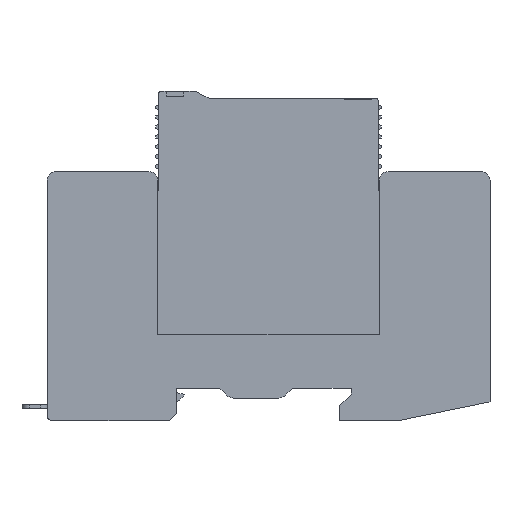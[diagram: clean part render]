
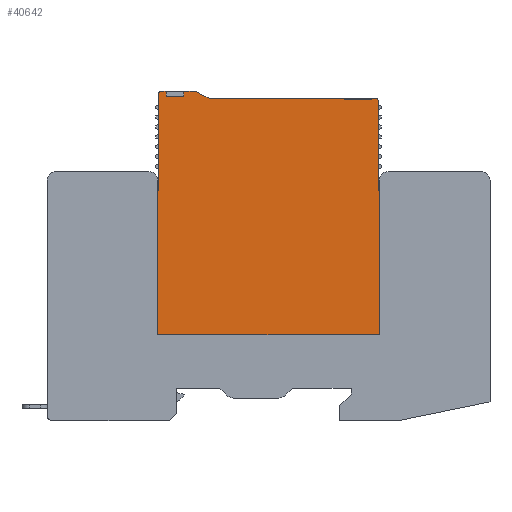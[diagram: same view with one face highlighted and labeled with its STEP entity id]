
A CAD part, front view. The second image highlights one B-rep face of the part: STEP entity #40642.
In plain terms, the highlighted planar face has unit normal (0, -1, 0).
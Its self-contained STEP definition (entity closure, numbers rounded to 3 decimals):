
#38628=DIRECTION('',(0.,0.,1.));
#38629=VECTOR('',#38628,29.3);
#38630=CARTESIAN_POINT('',(9.51,-22.35,
26.396));
#38631=LINE('',#38630,#38629);
#38649=CARTESIAN_POINT('',(-34.94,-22.35,
75.496));
#38650=DIRECTION('',(0.,1.,0.));
#38651=DIRECTION('',(-1.,0.,0.));
#38652=AXIS2_PLACEMENT_3D('',#38649,#38650,#38651);
#38657=DIRECTION('',(0.,0.,-1.));
#38658=VECTOR('',#38657,1.);
#38659=CARTESIAN_POINT('',(-33.747,-22.35,
75.796));
#38660=LINE('',#38659,#38658);
#38664=DIRECTION('',(1.,0.,0.));
#38665=VECTOR('',#38664,3.5);
#38666=CARTESIAN_POINT('',(-33.747,-22.35,
74.796));
#38667=LINE('',#38666,#38665);
#38671=CARTESIAN_POINT('',(-28.04,-22.35,
74.746));
#38672=DIRECTION('',(0.,1.,0.));
#38673=DIRECTION('',(0.,0.,1.));
#38674=AXIS2_PLACEMENT_3D('',#38671,#38672,#38673);
#38679=DIRECTION('',(0.891,0.,-0.454));
#38680=VECTOR('',#38679,2.802);
#38681=CARTESIAN_POINT('',(-27.563,-22.35,
75.682));
#38682=LINE('',#38681,#38680);
#38686=CARTESIAN_POINT('',(-24.59,-22.35,
75.346));
#38687=DIRECTION('',(0.,-1.,0.));
#38688=DIRECTION('',(-0.454,0.,-0.891));
#38689=AXIS2_PLACEMENT_3D('',#38686,#38687,#38688);
#38694=DIRECTION('',(0.,0.,-1.));
#38695=VECTOR('',#38694,0.1);
#38696=CARTESIAN_POINT('',(2.36,-22.35,
74.296));
#38697=LINE('',#38696,#38695);
#38701=DIRECTION('',(1.,0.,0.));
#38702=VECTOR('',#38701,5.6);
#38703=CARTESIAN_POINT('',(2.36,-22.35,
74.196));
#38704=LINE('',#38703,#38702);
#38708=DIRECTION('',(0.,0.,1.));
#38709=VECTOR('',#38708,0.1);
#38710=CARTESIAN_POINT('',(7.96,-22.35,
74.196));
#38711=LINE('',#38710,#38709);
#38715=CARTESIAN_POINT('',(8.96,-22.35,
73.996));
#38716=DIRECTION('',(0.,1.,0.));
#38717=DIRECTION('',(0.,0.,1.));
#38718=AXIS2_PLACEMENT_3D('',#38715,#38716,#38717);
#38723=DIRECTION('',(0.,0.,1.));
#38724=VECTOR('',#38723,18.3);
#38725=CARTESIAN_POINT('',(9.26,-22.35,
55.696));
#38726=LINE('',#38725,#38724);
#38807=DIRECTION('',(-1.,0.,0.));
#38808=VECTOR('',#38807,0.25);
#38809=CARTESIAN_POINT('',(9.51,-22.35,
55.696));
#38810=LINE('',#38809,#38808);
#38828=DIRECTION('',(-1.,0.,0.));
#38829=VECTOR('',#38828,1.);
#38830=CARTESIAN_POINT('',(8.96,-22.35,
74.296));
#38831=LINE('',#38830,#38829);
#38835=DIRECTION('',(-1.,0.,0.));
#38836=VECTOR('',#38835,26.95);
#38837=CARTESIAN_POINT('',(2.36,-22.35,
74.296));
#38838=LINE('',#38837,#38836);
#38940=DIRECTION('',(-1.,0.,0.));
#38941=VECTOR('',#38940,2.207);
#38942=CARTESIAN_POINT('',(-28.04,-22.35,
75.796));
#38943=LINE('',#38942,#38941);
#38947=DIRECTION('',(0.,0.,-1.));
#38948=VECTOR('',#38947,1.);
#38949=CARTESIAN_POINT('',(-30.247,-22.35,
75.796));
#38950=LINE('',#38949,#38948);
#38996=DIRECTION('',(-1.,0.,0.));
#38997=VECTOR('',#38996,1.193);
#38998=CARTESIAN_POINT('',(-33.747,-22.35,
75.796));
#38999=LINE('',#38998,#38997);
#39038=DIRECTION('',(0.,0.,-1.));
#39039=VECTOR('',#39038,19.8);
#39040=CARTESIAN_POINT('',(-35.24,-22.35,
75.496));
#39041=LINE('',#39040,#39039);
#39094=DIRECTION('',(-1.,0.,0.));
#39095=VECTOR('',#39094,0.25);
#39096=CARTESIAN_POINT('',(-35.24,-22.35,
55.696));
#39097=LINE('',#39096,#39095);
#39115=DIRECTION('',(0.,0.,-1.));
#39116=VECTOR('',#39115,29.3);
#39117=CARTESIAN_POINT('',(-35.49,-22.35,
55.696));
#39118=LINE('',#39117,#39116);
#39136=DIRECTION('',(1.,0.,0.));
#39137=VECTOR('',#39136,45.);
#39138=CARTESIAN_POINT('',(-35.49,-22.35,
26.396));
#39139=LINE('',#39138,#39137);
#40257=CARTESIAN_POINT('',(9.51,-22.35,
26.396));
#40258=CARTESIAN_POINT('',(9.51,-22.35,
55.696));
#40259=VERTEX_POINT('',#40257);
#40260=VERTEX_POINT('',#40258);
#40261=CARTESIAN_POINT('',(9.26,-22.35,
55.696));
#40262=CARTESIAN_POINT('',(9.26,-22.35,
73.996));
#40263=VERTEX_POINT('',#40261);
#40264=VERTEX_POINT('',#40262);
#40265=CARTESIAN_POINT('',(-35.49,-22.35,
26.396));
#40266=VERTEX_POINT('',#40265);
#40267=CARTESIAN_POINT('',(-35.49,-22.35,
55.696));
#40268=VERTEX_POINT('',#40267);
#40269=CARTESIAN_POINT('',(-35.24,-22.35,
55.696));
#40270=VERTEX_POINT('',#40269);
#40271=CARTESIAN_POINT('',(-35.24,-22.35,
75.496));
#40272=VERTEX_POINT('',#40271);
#40273=CARTESIAN_POINT('',(-34.94,-22.35,
75.796));
#40274=VERTEX_POINT('',#40273);
#40275=CARTESIAN_POINT('',(-33.747,-22.35,
75.796));
#40276=VERTEX_POINT('',#40275);
#40277=CARTESIAN_POINT('',(-33.747,-22.35,
74.796));
#40278=VERTEX_POINT('',#40277);
#40279=CARTESIAN_POINT('',(-30.247,-22.35,
74.796));
#40280=VERTEX_POINT('',#40279);
#40281=CARTESIAN_POINT('',(-30.247,-22.35,
75.796));
#40282=VERTEX_POINT('',#40281);
#40283=CARTESIAN_POINT('',(-28.04,-22.35,
75.796));
#40284=VERTEX_POINT('',#40283);
#40285=CARTESIAN_POINT('',(-27.563,-22.35,
75.682));
#40286=VERTEX_POINT('',#40285);
#40287=CARTESIAN_POINT('',(-25.066,-22.35,
74.411));
#40288=VERTEX_POINT('',#40287);
#40289=CARTESIAN_POINT('',(-24.59,-22.35,
74.296));
#40290=VERTEX_POINT('',#40289);
#40291=CARTESIAN_POINT('',(2.36,-22.35,
74.296));
#40292=VERTEX_POINT('',#40291);
#40293=CARTESIAN_POINT('',(2.36,-22.35,
74.196));
#40294=VERTEX_POINT('',#40293);
#40295=CARTESIAN_POINT('',(7.96,-22.35,
74.196));
#40296=VERTEX_POINT('',#40295);
#40297=CARTESIAN_POINT('',(7.96,-22.35,
74.296));
#40298=VERTEX_POINT('',#40297);
#40299=CARTESIAN_POINT('',(8.96,-22.35,
74.296));
#40300=VERTEX_POINT('',#40299);
#40592=CARTESIAN_POINT('',(-75.735,-22.35,
64.996));
#40593=DIRECTION('',(0.,1.,0.));
#40594=DIRECTION('',(1.,0.,0.));
#40595=AXIS2_PLACEMENT_3D('',#40592,#40593,#40594);
#40596=PLANE('',#40595);
#40598=ORIENTED_EDGE('',*,*,#40597,.F.);
#40600=ORIENTED_EDGE('',*,*,#40599,.F.);
#40601=ORIENTED_EDGE('',*,*,#40582,.F.);
#40603=ORIENTED_EDGE('',*,*,#40602,.F.);
#40605=ORIENTED_EDGE('',*,*,#40604,.F.);
#40607=ORIENTED_EDGE('',*,*,#40606,.F.);
#40609=ORIENTED_EDGE('',*,*,#40608,.F.);
#40611=ORIENTED_EDGE('',*,*,#40610,.T.);
#40613=ORIENTED_EDGE('',*,*,#40612,.F.);
#40615=ORIENTED_EDGE('',*,*,#40614,.T.);
#40617=ORIENTED_EDGE('',*,*,#40616,.T.);
#40619=ORIENTED_EDGE('',*,*,#40618,.F.);
#40621=ORIENTED_EDGE('',*,*,#40620,.F.);
#40623=ORIENTED_EDGE('',*,*,#40622,.T.);
#40625=ORIENTED_EDGE('',*,*,#40624,.T.);
#40627=ORIENTED_EDGE('',*,*,#40626,.T.);
#40629=ORIENTED_EDGE('',*,*,#40628,.F.);
#40631=ORIENTED_EDGE('',*,*,#40630,.T.);
#40633=ORIENTED_EDGE('',*,*,#40632,.T.);
#40635=ORIENTED_EDGE('',*,*,#40634,.T.);
#40637=ORIENTED_EDGE('',*,*,#40636,.F.);
#40639=ORIENTED_EDGE('',*,*,#40638,.T.);
#40640=EDGE_LOOP('',(#40598,#40600,#40601,#40603,#40605,#40607,#40609,#40611,
#40613,#40615,#40617,#40619,#40621,#40623,#40625,#40627,#40629,#40631,#40633,
#40635,#40637,#40639));
#40641=FACE_OUTER_BOUND('',#40640,.F.);
#38653=CIRCLE('',#38652,0.3);
#38675=CIRCLE('',#38674,1.05);
#38690=CIRCLE('',#38689,1.05);
#38719=CIRCLE('',#38718,0.3);
#40582=EDGE_CURVE('',#40259,#40260,#38631,.T.);
#40597=EDGE_CURVE('',#40263,#40264,#38726,.T.);
#40599=EDGE_CURVE('',#40260,#40263,#38810,.T.);
#40602=EDGE_CURVE('',#40266,#40259,#39139,.T.);
#40604=EDGE_CURVE('',#40268,#40266,#39118,.T.);
#40606=EDGE_CURVE('',#40270,#40268,#39097,.T.);
#40608=EDGE_CURVE('',#40272,#40270,#39041,.T.);
#40610=EDGE_CURVE('',#40272,#40274,#38653,.T.);
#40612=EDGE_CURVE('',#40276,#40274,#38999,.T.);
#40614=EDGE_CURVE('',#40276,#40278,#38660,.T.);
#40616=EDGE_CURVE('',#40278,#40280,#38667,.T.);
#40618=EDGE_CURVE('',#40282,#40280,#38950,.T.);
#40620=EDGE_CURVE('',#40284,#40282,#38943,.T.);
#40622=EDGE_CURVE('',#40284,#40286,#38675,.T.);
#40624=EDGE_CURVE('',#40286,#40288,#38682,.T.);
#40626=EDGE_CURVE('',#40288,#40290,#38690,.T.);
#40628=EDGE_CURVE('',#40292,#40290,#38838,.T.);
#40630=EDGE_CURVE('',#40292,#40294,#38697,.T.);
#40632=EDGE_CURVE('',#40294,#40296,#38704,.T.);
#40634=EDGE_CURVE('',#40296,#40298,#38711,.T.);
#40636=EDGE_CURVE('',#40300,#40298,#38831,.T.);
#40638=EDGE_CURVE('',#40300,#40264,#38719,.T.);
#40642=ADVANCED_FACE('',(#40641),#40596,.F.);
